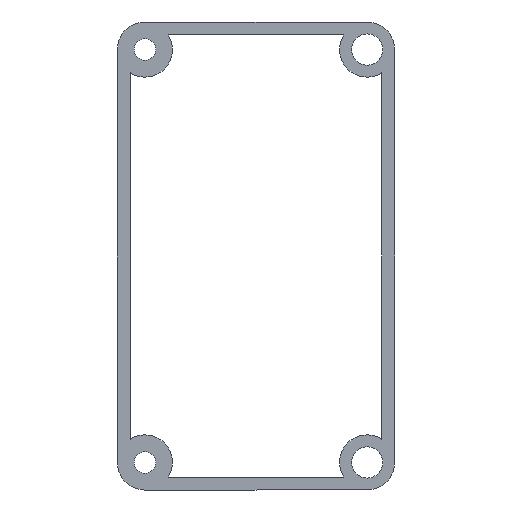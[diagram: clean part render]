
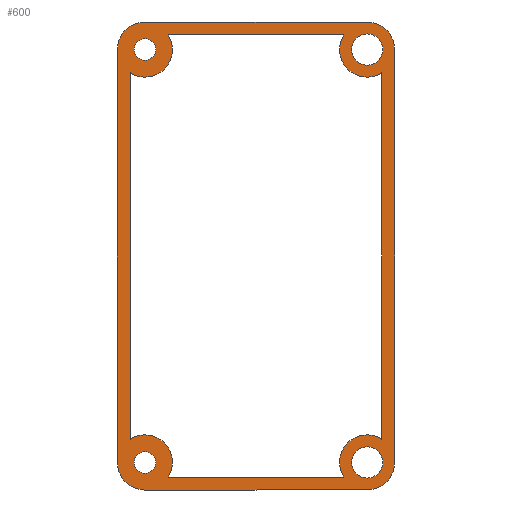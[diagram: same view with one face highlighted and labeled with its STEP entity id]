
A CAD part, front view. The second image highlights one B-rep face of the part: STEP entity #600.
In plain terms, the highlighted planar face has unit normal (0, -1, 0).
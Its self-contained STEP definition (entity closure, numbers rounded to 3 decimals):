
#31=FACE_BOUND('',#122,.T.);
#32=FACE_BOUND('',#123,.T.);
#33=FACE_BOUND('',#124,.T.);
#34=FACE_BOUND('',#125,.T.);
#35=FACE_BOUND('',#126,.T.);
#48=CIRCLE('',#640,1.8);
#49=CIRCLE('',#642,1.8);
#50=CIRCLE('',#644,1.25);
#51=CIRCLE('',#646,1.25);
#52=CIRCLE('',#649,3.18);
#53=CIRCLE('',#651,3.18);
#54=CIRCLE('',#653,3.18);
#55=CIRCLE('',#655,3.18);
#56=CIRCLE('',#658,3.18);
#57=CIRCLE('',#660,3.18);
#58=CIRCLE('',#663,3.18);
#59=CIRCLE('',#666,3.18);
#88=FACE_OUTER_BOUND('',#121,.T.);
#121=EDGE_LOOP('',(#535,#536,#537,#538,#539,#540,#541,#542));
#122=EDGE_LOOP('',(#543));
#123=EDGE_LOOP('',(#544));
#124=EDGE_LOOP('',(#545));
#125=EDGE_LOOP('',(#546));
#126=EDGE_LOOP('',(#547,#548,#549,#550,#551,#552,#553,#554));
#152=LINE('',#914,#212);
#160=LINE('',#929,#220);
#163=LINE('',#935,#223);
#169=LINE('',#947,#229);
#176=LINE('',#969,#236);
#180=LINE('',#984,#240);
#182=LINE('',#993,#242);
#186=LINE('',#1002,#246);
#212=VECTOR('',#731,10.);
#220=VECTOR('',#743,10.);
#223=VECTOR('',#748,10.);
#229=VECTOR('',#760,10.);
#236=VECTOR('',#785,10.);
#240=VECTOR('',#807,10.);
#242=VECTOR('',#819,10.);
#246=VECTOR('',#829,10.);
#279=VERTEX_POINT('',#911);
#280=VERTEX_POINT('',#913);
#284=VERTEX_POINT('',#926);
#285=VERTEX_POINT('',#928);
#286=VERTEX_POINT('',#932);
#287=VERTEX_POINT('',#934);
#289=VERTEX_POINT('',#944);
#290=VERTEX_POINT('',#946);
#291=VERTEX_POINT('',#950);
#292=VERTEX_POINT('',#954);
#293=VERTEX_POINT('',#958);
#294=VERTEX_POINT('',#962);
#295=VERTEX_POINT('',#966);
#296=VERTEX_POINT('',#968);
#297=VERTEX_POINT('',#972);
#298=VERTEX_POINT('',#980);
#299=VERTEX_POINT('',#988);
#300=VERTEX_POINT('',#992);
#301=VERTEX_POINT('',#996);
#302=VERTEX_POINT('',#1000);
#340=EDGE_CURVE('',#279,#280,#152,.T.);
#348=EDGE_CURVE('',#284,#285,#160,.T.);
#351=EDGE_CURVE('',#286,#287,#163,.T.);
#357=EDGE_CURVE('',#289,#290,#169,.T.);
#360=EDGE_CURVE('',#291,#291,#48,.T.);
#362=EDGE_CURVE('',#292,#292,#49,.T.);
#363=EDGE_CURVE('',#293,#293,#50,.T.);
#366=EDGE_CURVE('',#294,#294,#51,.T.);
#368=EDGE_CURVE('',#295,#296,#176,.T.);
#370=EDGE_CURVE('',#280,#297,#52,.T.);
#372=EDGE_CURVE('',#290,#279,#53,.T.);
#373=EDGE_CURVE('',#296,#289,#54,.T.);
#374=EDGE_CURVE('',#298,#295,#55,.T.);
#376=EDGE_CURVE('',#297,#298,#180,.T.);
#377=EDGE_CURVE('',#287,#284,#56,.T.);
#378=EDGE_CURVE('',#299,#286,#57,.T.);
#380=EDGE_CURVE('',#300,#299,#182,.T.);
#382=EDGE_CURVE('',#301,#300,#58,.T.);
#385=EDGE_CURVE('',#302,#301,#186,.T.);
#386=EDGE_CURVE('',#285,#302,#59,.T.);
#535=ORIENTED_EDGE('',*,*,#348,.F.);
#536=ORIENTED_EDGE('',*,*,#377,.F.);
#537=ORIENTED_EDGE('',*,*,#351,.F.);
#538=ORIENTED_EDGE('',*,*,#378,.F.);
#539=ORIENTED_EDGE('',*,*,#380,.F.);
#540=ORIENTED_EDGE('',*,*,#382,.F.);
#541=ORIENTED_EDGE('',*,*,#385,.F.);
#542=ORIENTED_EDGE('',*,*,#386,.F.);
#543=ORIENTED_EDGE('',*,*,#360,.T.);
#544=ORIENTED_EDGE('',*,*,#362,.T.);
#545=ORIENTED_EDGE('',*,*,#363,.T.);
#546=ORIENTED_EDGE('',*,*,#366,.T.);
#547=ORIENTED_EDGE('',*,*,#376,.F.);
#548=ORIENTED_EDGE('',*,*,#370,.F.);
#549=ORIENTED_EDGE('',*,*,#340,.F.);
#550=ORIENTED_EDGE('',*,*,#372,.F.);
#551=ORIENTED_EDGE('',*,*,#357,.F.);
#552=ORIENTED_EDGE('',*,*,#373,.F.);
#553=ORIENTED_EDGE('',*,*,#368,.F.);
#554=ORIENTED_EDGE('',*,*,#374,.F.);
#571=PLANE('',#667);
#600=ADVANCED_FACE('',(#88,#31,#32,#33,#34,#35),#571,.F.);
#640=AXIS2_PLACEMENT_3D('',#952,#765,#766);
#642=AXIS2_PLACEMENT_3D('',#956,#770,#771);
#644=AXIS2_PLACEMENT_3D('',#959,#774,#775);
#646=AXIS2_PLACEMENT_3D('',#964,#780,#781);
#649=AXIS2_PLACEMENT_3D('',#973,#789,#790);
#651=AXIS2_PLACEMENT_3D('',#976,#794,#795);
#653=AXIS2_PLACEMENT_3D('',#978,#798,#799);
#655=AXIS2_PLACEMENT_3D('',#981,#802,#803);
#658=AXIS2_PLACEMENT_3D('',#986,#810,#811);
#660=AXIS2_PLACEMENT_3D('',#989,#814,#815);
#663=AXIS2_PLACEMENT_3D('',#997,#823,#824);
#666=AXIS2_PLACEMENT_3D('',#1004,#832,#833);
#667=AXIS2_PLACEMENT_3D('',#1005,#834,#835);
#731=DIRECTION('',(1.,0.,0.));
#743=DIRECTION('',(0.,0.,1.));
#748=DIRECTION('',(-1.,0.,0.));
#760=DIRECTION('',(0.,0.,-1.));
#765=DIRECTION('center_axis',(0.,1.,0.));
#766=DIRECTION('ref_axis',(1.,0.,0.));
#770=DIRECTION('center_axis',(0.,1.,0.));
#771=DIRECTION('ref_axis',(1.,0.,0.));
#774=DIRECTION('center_axis',(0.,1.,0.));
#775=DIRECTION('ref_axis',(1.,0.,0.));
#780=DIRECTION('center_axis',(0.,1.,0.));
#781=DIRECTION('ref_axis',(1.,0.,0.));
#785=DIRECTION('',(-1.,0.,0.));
#789=DIRECTION('center_axis',(0.,1.,0.));
#790=DIRECTION('ref_axis',(1.,0.,0.));
#794=DIRECTION('center_axis',(0.,1.,0.));
#795=DIRECTION('ref_axis',(1.,0.,0.));
#798=DIRECTION('center_axis',(0.,1.,0.));
#799=DIRECTION('ref_axis',(1.,0.,0.));
#802=DIRECTION('center_axis',(0.,1.,0.));
#803=DIRECTION('ref_axis',(1.,0.,0.));
#807=DIRECTION('',(0.,0.,1.));
#810=DIRECTION('center_axis',(0.,1.,0.));
#811=DIRECTION('ref_axis',(1.,0.,0.));
#814=DIRECTION('center_axis',(0.,1.,0.));
#815=DIRECTION('ref_axis',(1.,0.,0.));
#819=DIRECTION('',(0.,0.,-1.));
#823=DIRECTION('center_axis',(0.,1.,0.));
#824=DIRECTION('ref_axis',(1.,0.,0.));
#829=DIRECTION('',(1.,0.,0.));
#832=DIRECTION('center_axis',(0.,1.,0.));
#833=DIRECTION('ref_axis',(1.,0.,0.));
#834=DIRECTION('center_axis',(0.,1.,0.));
#835=DIRECTION('ref_axis',(1.,0.,0.));
#911=CARTESIAN_POINT('',(-36.12,0.,1.5));
#913=CARTESIAN_POINT('',(-15.88,0.,1.5));
#914=CARTESIAN_POINT('',(-13.18,0.,1.5));
#926=CARTESIAN_POINT('',(-42.,0.,3.18));
#928=CARTESIAN_POINT('',(-42.,0.,50.82));
#929=CARTESIAN_POINT('',(-42.,0.,3.18));
#932=CARTESIAN_POINT('',(-13.18,0.,0.));
#934=CARTESIAN_POINT('',(-38.82,0.,0.));
#935=CARTESIAN_POINT('',(-13.18,0.,0.));
#944=CARTESIAN_POINT('',(-40.5,0.,48.12));
#946=CARTESIAN_POINT('',(-40.5,0.,5.88));
#947=CARTESIAN_POINT('',(-40.5,0.,3.18));
#950=CARTESIAN_POINT('',(-14.98,0.,3.18));
#952=CARTESIAN_POINT('Origin',(-13.18,0.,3.18));
#954=CARTESIAN_POINT('',(-14.98,0.,50.82));
#956=CARTESIAN_POINT('Origin',(-13.18,0.,50.82));
#958=CARTESIAN_POINT('',(-40.07,0.,3.18));
#959=CARTESIAN_POINT('Origin',(-38.82,0.,3.18));
#962=CARTESIAN_POINT('',(-40.07,0.,50.82));
#964=CARTESIAN_POINT('Origin',(-38.82,0.,50.82));
#966=CARTESIAN_POINT('',(-15.88,0.,52.5));
#968=CARTESIAN_POINT('',(-36.12,0.,52.5));
#969=CARTESIAN_POINT('',(-38.82,0.,52.5));
#972=CARTESIAN_POINT('',(-11.5,0.,5.88));
#973=CARTESIAN_POINT('Origin',(-13.18,0.,3.18));
#976=CARTESIAN_POINT('Origin',(-38.82,0.,3.18));
#978=CARTESIAN_POINT('Origin',(-38.82,0.,50.82));
#980=CARTESIAN_POINT('',(-11.5,0.,48.12));
#981=CARTESIAN_POINT('Origin',(-13.18,0.,50.82));
#984=CARTESIAN_POINT('',(-11.5,0.,50.82));
#986=CARTESIAN_POINT('Origin',(-38.82,0.,3.18));
#988=CARTESIAN_POINT('',(-10.,0.,3.18));
#989=CARTESIAN_POINT('Origin',(-13.18,0.,3.18));
#992=CARTESIAN_POINT('',(-10.,0.,50.82));
#993=CARTESIAN_POINT('',(-10.,0.,50.82));
#996=CARTESIAN_POINT('',(-13.18,0.,54.));
#997=CARTESIAN_POINT('Origin',(-13.18,0.,50.82));
#1000=CARTESIAN_POINT('',(-38.82,0.,54.));
#1002=CARTESIAN_POINT('',(-38.82,0.,54.));
#1004=CARTESIAN_POINT('Origin',(-38.82,0.,50.82));
#1005=CARTESIAN_POINT('Origin',(-26.,0.,27.));
